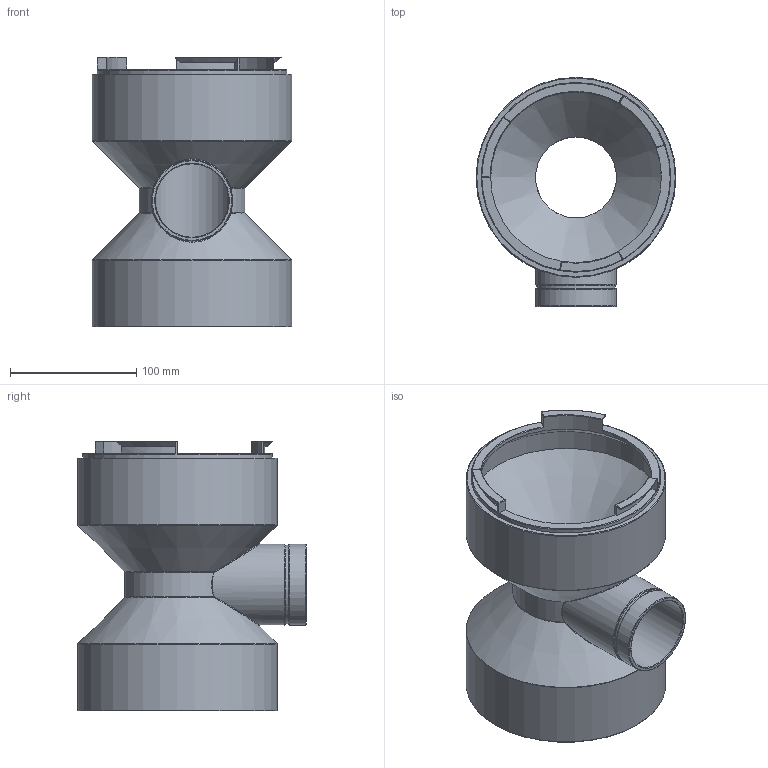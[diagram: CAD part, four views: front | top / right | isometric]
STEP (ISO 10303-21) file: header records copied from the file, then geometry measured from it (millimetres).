
FILE_DESCRIPTION(/* description */ (''),/* implementation_level */ '2;1');
FILE_NAME(/* name */ 'ex-vent v8.step',/* time_stamp */ '2024-01-22T18:36:23-08:00',/* author */ (''),/* organization */ (''),/* preprocessor_version */ 'ST-DEVELOPER v20',/* originating_system */ 'Autodesk Translation Framework v12.14.0.127',/* authorisation */ '');
FILE_SCHEMA (('AUTOMOTIVE_DESIGN { 1 0 10303 214 3 1 1 }'));
Length unit declared in the file: millimetre
Products named in the file (1): ex-vent
Bounding box: 158 x 181 x 213.5 mm (x, y, z)
Volume: 1184227.5 mm3; surface area: 216950.8 mm2
Topology: 1 solids, 1 shells, 100 faces, 264 edges, 166 vertices
Faces by surface type: cylinder 28, plane 26, torus 23, bspline 11, cone 8, sphere 4
Full cylindrical faces by diameter (mm): 58 x1, 62 x1, 64 x3, 135 x1, 150 x1, 151 x5, 158 x2
Entity records: 5092 total; most frequent: CARTESIAN_POINT 2667, ORIENTED_EDGE 528, DIRECTION 483, EDGE_CURVE 264, AXIS2_PLACEMENT_3D 202, VERTEX_POINT 166, CIRCLE 109, EDGE_LOOP 104
